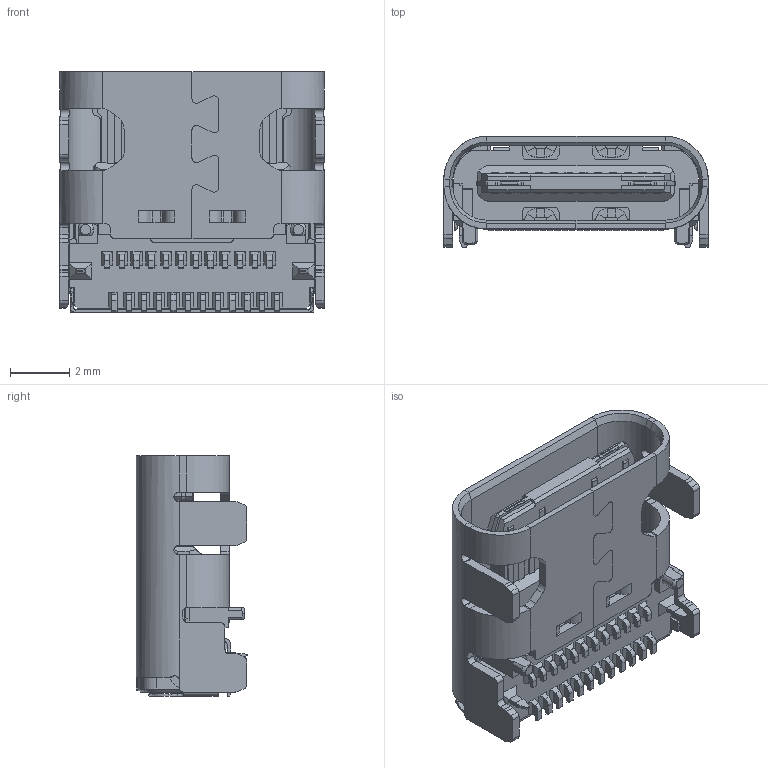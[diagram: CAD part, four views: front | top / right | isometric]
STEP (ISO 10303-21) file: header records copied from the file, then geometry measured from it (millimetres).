
FILE_DESCRIPTION((''),'2;1');
FILE_NAME('ASM0002_ASM','2018-09-17T',('liuguanren'),(''),'PRO/ENGINEER BY PARAMETRIC TECHNOLOGY CORPORATION, 2009360','PRO/ENGINEER BY PARAMETRIC TECHNOLOGY CORPORATION, 2009360','');
FILE_SCHEMA(('CONFIG_CONTROL_DESIGN'));
Length unit declared in the file: millimetre
Products named in the file (5): C_MOLDING_ASM_SW0002; UNDER-CONTACT_SW0001; REAR_SHIELD; PRT0002; ASM0002_ASM
Assembly tree (4 placements, depth 2):
  ASM0002_ASM
    C_MOLDING_ASM_SW0002
    UNDER-CONTACT_SW0001
    REAR_SHIELD
    PRT0002
Bounding box: 8.94 x 3.77 x 8.15 mm (x, y, z)
Volume: 128.2 mm3; surface area: 669.5 mm2
Topology: 16 solids, 19 shells, 2045 faces, 5784 edges, 3716 vertices
Faces by surface type: plane 1303, cylinder 684, cone 20, bspline 20, sphere 16, extrusion 2
Entity records: 67174 total; most frequent: CARTESIAN_POINT 13337, ORIENTED_EDGE 11536, DIRECTION 11072, EDGE_CURVE 5768, VECTOR 4124, LINE 4122, VERTEX_POINT 3716, AXIS2_PLACEMENT_3D 3474
